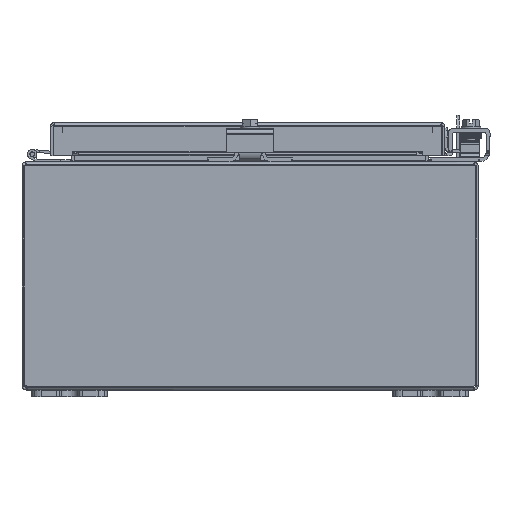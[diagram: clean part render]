
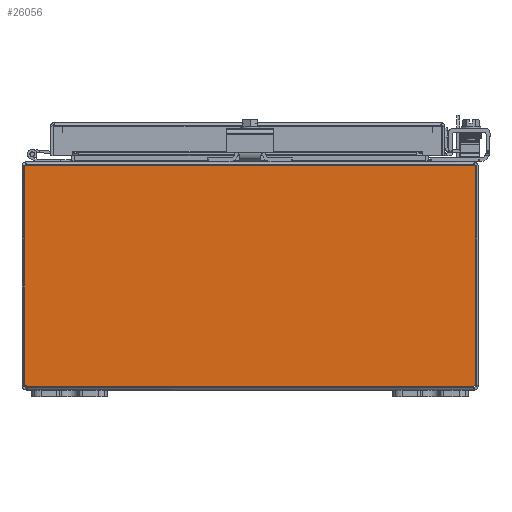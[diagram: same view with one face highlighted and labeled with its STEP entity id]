
A CAD part, front view. The second image highlights one B-rep face of the part: STEP entity #26056.
In plain terms, the highlighted planar face has unit normal (0, -1, 0).
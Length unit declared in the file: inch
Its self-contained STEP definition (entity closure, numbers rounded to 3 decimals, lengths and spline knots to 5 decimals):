
#12 = ORIENTED_EDGE ( 'NONE', *, *, #48554, .T. ) ;
#2219 = CARTESIAN_POINT ( 'NONE',  ( 5.91495, -12., 5.89475 ) ) ;
#3027 = CARTESIAN_POINT ( 'NONE',  ( -5.93789, -12., 0.06211 ) ) ;
#3069 = ORIENTED_EDGE ( 'NONE', *, *, #39996, .F. ) ;
#3301 = AXIS2_PLACEMENT_3D ( 'NONE', #9040, #35484, #12849 ) ;
#3525 = VECTOR ( 'NONE', #36091, 39.37008 ) ;
#4201 = VECTOR ( 'NONE', #10146, 39.37008 ) ;
#4463 = CARTESIAN_POINT ( 'NONE',  ( -5.88277, -12., 0.10525 ) ) ;
#4712 = LINE ( 'NONE', #5765, #3525 ) ;
#5443 = LINE ( 'NONE', #43339, #24402 ) ;
#5765 = CARTESIAN_POINT ( 'NONE',  ( 5.963, -12., 5.89475 ) ) ;
#5860 = CIRCLE ( 'NONE', #28041, 0.07 ) ;
#6044 = EDGE_CURVE ( 'NONE', #34416, #35089, #20805, .T. ) ;
#6274 = CARTESIAN_POINT ( 'NONE',  ( -5.88277, -12., 0.10525 ) ) ;
#6876 = DIRECTION ( 'NONE',  ( 1., 0., 0. ) ) ;
#7825 = LINE ( 'NONE', #20355, #46893 ) ;
#9040 = CARTESIAN_POINT ( 'NONE',  ( 0., -12., 3.00948 ) ) ;
#9625 = CARTESIAN_POINT ( 'NONE',  ( 5.88277, -12., 0.10525 ) ) ;
#9815 = VECTOR ( 'NONE', #28511, 39.37008 ) ;
#10146 = DIRECTION ( 'NONE',  ( 1., 0., 0. ) ) ;
#11791 = DIRECTION ( 'NONE',  ( -1., 0., 0. ) ) ;
#12849 = DIRECTION ( 'NONE',  ( 1., 0., 0. ) ) ;
#14156 = ORIENTED_EDGE ( 'NONE', *, *, #25799, .T. ) ;
#14378 = VECTOR ( 'NONE', #11791, 39.37008 ) ;
#14712 = CARTESIAN_POINT ( 'NONE',  ( -5.91495, -12., 5.89475 ) ) ;
#15557 = CARTESIAN_POINT ( 'NONE',  ( 5.93789, -12., 0.06211 ) ) ;
#16494 = PLANE ( 'NONE',  #3301 ) ;
#17681 = AXIS2_PLACEMENT_3D ( 'NONE', #15557, #42018, #19338 ) ;
#18159 = VERTEX_POINT ( 'NONE', #39758 ) ;
#18180 = EDGE_CURVE ( 'NONE', #47264, #29989, #4712, .T. ) ;
#18478 = ORIENTED_EDGE ( 'NONE', *, *, #6044, .T. ) ;
#19338 = DIRECTION ( 'NONE',  ( 1., 0., 0. ) ) ;
#20355 = CARTESIAN_POINT ( 'NONE',  ( -5.91495, -12., 5.89475 ) ) ;
#20803 = CARTESIAN_POINT ( 'NONE',  ( 5.963, -12., 5.89475 ) ) ;
#20805 = CIRCLE ( 'NONE', #17681, 0.07 ) ;
#22288 = VERTEX_POINT ( 'NONE', #4463 ) ;
#23262 = CARTESIAN_POINT ( 'NONE',  ( 5.963, -12., 5.89475 ) ) ;
#24139 = DIRECTION ( 'NONE',  ( -1., 0., 0. ) ) ;
#24402 = VECTOR ( 'NONE', #24436, 39.37008 ) ;
#24436 = DIRECTION ( 'NONE',  ( 0., 0., 1. ) ) ;
#24994 = CARTESIAN_POINT ( 'NONE',  ( 5.963, -12., 0.12745 ) ) ;
#25563 = LINE ( 'NONE', #38111, #14378 ) ;
#25799 = EDGE_CURVE ( 'NONE', #18159, #22288, #5860, .T. ) ;
#26056 = ADVANCED_FACE ( 'NONE', ( #29491 ), #16494, .F. ) ;
#27177 = EDGE_CURVE ( 'NONE', #18159, #34240, #5443, .T. ) ;
#28041 = AXIS2_PLACEMENT_3D ( 'NONE', #3027, #29526, #6876 ) ;
#28511 = DIRECTION ( 'NONE',  ( 0., 0., -1. ) ) ;
#29491 = FACE_OUTER_BOUND ( 'NONE', #42297, .T. ) ;
#29526 = DIRECTION ( 'NONE',  ( 0., 1., 0. ) ) ;
#29989 = VERTEX_POINT ( 'NONE', #2219 ) ;
#30886 = ORIENTED_EDGE ( 'NONE', *, *, #18180, .T. ) ;
#34240 = VERTEX_POINT ( 'NONE', #48475 ) ;
#34416 = VERTEX_POINT ( 'NONE', #9625 ) ;
#34438 = LINE ( 'NONE', #6274, #4201 ) ;
#35089 = VERTEX_POINT ( 'NONE', #24994 ) ;
#35445 = ORIENTED_EDGE ( 'NONE', *, *, #27177, .F. ) ;
#35484 = DIRECTION ( 'NONE',  ( 0., 1., 0. ) ) ;
#36091 = DIRECTION ( 'NONE',  ( -1., 0., 0. ) ) ;
#36262 = ORIENTED_EDGE ( 'NONE', *, *, #44543, .T. ) ;
#38111 = CARTESIAN_POINT ( 'NONE',  ( 5.91495, -12., 5.89475 ) ) ;
#39562 = VERTEX_POINT ( 'NONE', #14712 ) ;
#39758 = CARTESIAN_POINT ( 'NONE',  ( -5.963, -12., 0.12745 ) ) ;
#39996 = EDGE_CURVE ( 'NONE', #47264, #35089, #48836, .T. ) ;
#42018 = DIRECTION ( 'NONE',  ( 0., 1., 0. ) ) ;
#42297 = EDGE_LOOP ( 'NONE', ( #30886, #47744, #36262, #35445, #14156, #12, #18478, #3069 ) ) ;
#43339 = CARTESIAN_POINT ( 'NONE',  ( -5.963, -12., 0.12745 ) ) ;
#44403 = EDGE_CURVE ( 'NONE', #29989, #39562, #25563, .T. ) ;
#44543 = EDGE_CURVE ( 'NONE', #39562, #34240, #7825, .T. ) ;
#46893 = VECTOR ( 'NONE', #24139, 39.37008 ) ;
#47264 = VERTEX_POINT ( 'NONE', #23262 ) ;
#47744 = ORIENTED_EDGE ( 'NONE', *, *, #44403, .T. ) ;
#48475 = CARTESIAN_POINT ( 'NONE',  ( -5.963, -12., 5.89475 ) ) ;
#48554 = EDGE_CURVE ( 'NONE', #22288, #34416, #34438, .T. ) ;
#48836 = LINE ( 'NONE', #20803, #9815 ) ;
